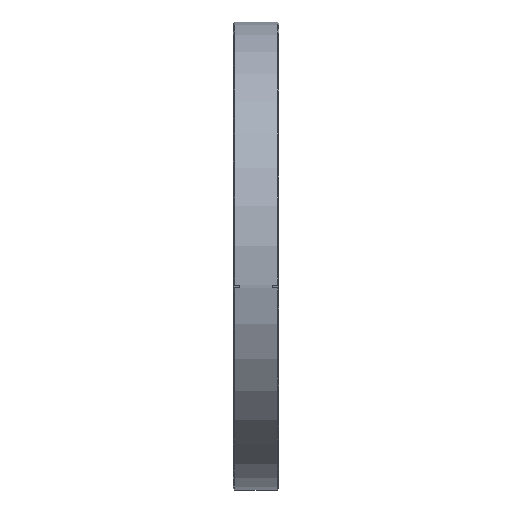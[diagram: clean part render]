
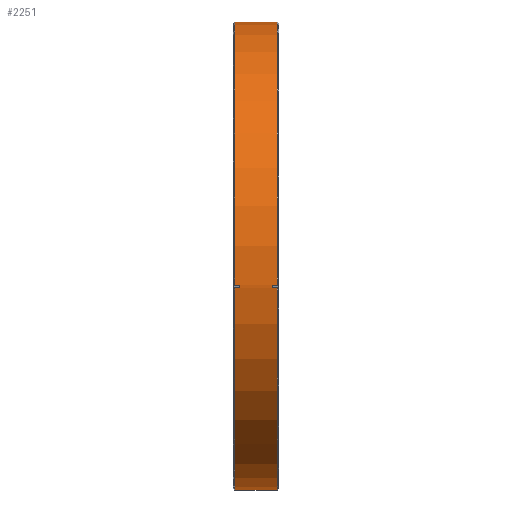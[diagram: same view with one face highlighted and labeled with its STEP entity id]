
A CAD part, front view. The second image highlights one B-rep face of the part: STEP entity #2251.
In plain terms, the highlighted cylindrical face has radius 126.619 mm (diameter 253.238 mm), a partial arc.
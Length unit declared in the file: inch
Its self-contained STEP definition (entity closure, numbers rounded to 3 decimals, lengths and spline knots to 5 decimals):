
#12 = DIRECTION ( 'NONE',  ( -1., 0., 0. ) ) ;
#31 = VECTOR ( 'NONE', #4133, 39.37008 ) ;
#69 = VERTEX_POINT ( 'NONE', #3435 ) ;
#175 = DIRECTION ( 'NONE',  ( -1., 0., 0. ) ) ;
#248 = LINE ( 'NONE', #2925, #4452 ) ;
#304 = AXIS2_PLACEMENT_3D ( 'NONE', #2383, #5101, #1083 ) ;
#370 = VERTEX_POINT ( 'NONE', #4536 ) ;
#425 = VERTEX_POINT ( 'NONE', #3373 ) ;
#473 = VERTEX_POINT ( 'NONE', #4764 ) ;
#505 = VECTOR ( 'NONE', #5412, 39.37008 ) ;
#595 = ORIENTED_EDGE ( 'NONE', *, *, #1044, .F. ) ;
#621 = VERTEX_POINT ( 'NONE', #4885 ) ;
#683 = CIRCLE ( 'NONE', #4926, 4.985 ) ;
#751 = ORIENTED_EDGE ( 'NONE', *, *, #3852, .T. ) ;
#778 = VERTEX_POINT ( 'NONE', #4495 ) ;
#833 = EDGE_CURVE ( 'NONE', #1738, #473, #248, .T. ) ;
#932 = EDGE_CURVE ( 'NONE', #1738, #425, #683, .T. ) ;
#980 = EDGE_CURVE ( 'NONE', #69, #425, #2661, .T. ) ;
#981 = LINE ( 'NONE', #3689, #31 ) ;
#984 = CARTESIAN_POINT ( 'NONE',  ( 0.83, -4.94104, -0.66092 ) ) ;
#1034 = CARTESIAN_POINT ( 'NONE',  ( 0.14, -4.94104, -0.66092 ) ) ;
#1044 = EDGE_CURVE ( 'NONE', #370, #778, #5754, .T. ) ;
#1069 = CYLINDRICAL_SURFACE ( 'NONE', #2920, 4.985 ) ;
#1083 = DIRECTION ( 'NONE',  ( 0., 0., -1. ) ) ;
#1157 = LINE ( 'NONE', #5265, #5580 ) ;
#1179 = EDGE_CURVE ( 'NONE', #5799, #4811, #981, .T. ) ;
#1196 = CIRCLE ( 'NONE', #2709, 4.985 ) ;
#1282 = EDGE_CURVE ( 'NONE', #473, #5269, #1347, .T. ) ;
#1285 = EDGE_CURVE ( 'NONE', #4811, #3458, #3879, .T. ) ;
#1347 = B_SPLINE_CURVE_WITH_KNOTS ( 'NONE', 3,
 ( #5078, #1034, #5194, #5576 ),
 .UNSPECIFIED., .F., .F.,
 ( 4, 4 ),
 ( 0., 0.00157 ),
 .UNSPECIFIED. ) ;
#1470 = ORIENTED_EDGE ( 'NONE', *, *, #5354, .T. ) ;
#1527 = DIRECTION ( 'NONE',  ( 1., 0., 0. ) ) ;
#1594 = DIRECTION ( 'NONE',  ( 0., 0., -1. ) ) ;
#1622 = EDGE_CURVE ( 'NONE', #2784, #5799, #3626, .T. ) ;
#1629 = DIRECTION ( 'NONE',  ( 0., 0., 1. ) ) ;
#1738 = VERTEX_POINT ( 'NONE', #4679 ) ;
#1782 = ORIENTED_EDGE ( 'NONE', *, *, #4731, .T. ) ;
#1820 = ORIENTED_EDGE ( 'NONE', *, *, #1285, .T. ) ;
#1944 = ORIENTED_EDGE ( 'NONE', *, *, #1622, .T. ) ;
#2099 = ORIENTED_EDGE ( 'NONE', *, *, #2737, .T. ) ;
#2174 = DIRECTION ( 'NONE',  ( 0., 0., 1. ) ) ;
#2212 = DIRECTION ( 'NONE',  ( -1., 0., 0. ) ) ;
#2251 = ADVANCED_FACE ( 'NONE', ( #2516 ), #1069, .T. ) ;
#2262 = CARTESIAN_POINT ( 'NONE',  ( 0.03, -4.9463, -0.61993 ) ) ;
#2383 = CARTESIAN_POINT ( 'NONE',  ( 0.03, 0., 0. ) ) ;
#2388 = CARTESIAN_POINT ( 'NONE',  ( 0.03, 0., 0. ) ) ;
#2419 = DIRECTION ( 'NONE',  ( 1., 0., 0. ) ) ;
#2505 = CARTESIAN_POINT ( 'NONE',  ( 0., -4.9463, -0.61993 ) ) ;
#2516 = FACE_OUTER_BOUND ( 'NONE', #4239, .T. ) ;
#2564 = ORIENTED_EDGE ( 'NONE', *, *, #1179, .T. ) ;
#2661 = LINE ( 'NONE', #4464, #3695 ) ;
#2709 = AXIS2_PLACEMENT_3D ( 'NONE', #4044, #12, #2174 ) ;
#2737 = EDGE_CURVE ( 'NONE', #621, #2784, #3422, .T. ) ;
#2784 = VERTEX_POINT ( 'NONE', #5670 ) ;
#2920 = AXIS2_PLACEMENT_3D ( 'NONE', #5676, #4697, #1629 ) ;
#2925 = CARTESIAN_POINT ( 'NONE',  ( 0., -4.93821, -0.6814 ) ) ;
#3132 = ORIENTED_EDGE ( 'NONE', *, *, #932, .T. ) ;
#3350 = CARTESIAN_POINT ( 'NONE',  ( 0.94, 0., 0. ) ) ;
#3373 = CARTESIAN_POINT ( 'NONE',  ( 0.03, 0., -4.985 ) ) ;
#3422 = LINE ( 'NONE', #2505, #5096 ) ;
#3435 = CARTESIAN_POINT ( 'NONE',  ( 0.94, 0., -4.985 ) ) ;
#3458 = VERTEX_POINT ( 'NONE', #2262 ) ;
#3626 = CIRCLE ( 'NONE', #5126, 4.985 ) ;
#3689 = CARTESIAN_POINT ( 'NONE',  ( 0., 0., 4.985 ) ) ;
#3695 = VECTOR ( 'NONE', #2212, 39.37008 ) ;
#3852 = EDGE_CURVE ( 'NONE', #370, #621, #3894, .T. ) ;
#3879 = CIRCLE ( 'NONE', #304, 4.985 ) ;
#3894 = B_SPLINE_CURVE_WITH_KNOTS ( 'NONE', 3,
 ( #4941, #984, #4191, #5105 ),
 .UNSPECIFIED., .F., .F.,
 ( 4, 4 ),
 ( 0., 0.00157 ),
 .UNSPECIFIED. ) ;
#3929 = CARTESIAN_POINT ( 'NONE',  ( 0.14001, -4.9463, -0.61993 ) ) ;
#4044 = CARTESIAN_POINT ( 'NONE',  ( 0.94, 0., 0. ) ) ;
#4133 = DIRECTION ( 'NONE',  ( -1., 0., 0. ) ) ;
#4191 = CARTESIAN_POINT ( 'NONE',  ( 0.83, -4.94373, -0.64043 ) ) ;
#4205 = ORIENTED_EDGE ( 'NONE', *, *, #980, .F. ) ;
#4228 = ORIENTED_EDGE ( 'NONE', *, *, #833, .F. ) ;
#4230 = DIRECTION ( 'NONE',  ( 0., 0., 1. ) ) ;
#4239 = EDGE_LOOP ( 'NONE', ( #4205, #1470, #595, #751, #2099, #1944, #2564, #1820, #1782, #5238, #4228, #3132 ) ) ;
#4452 = VECTOR ( 'NONE', #2419, 39.37008 ) ;
#4464 = CARTESIAN_POINT ( 'NONE',  ( 0., 0., -4.985 ) ) ;
#4495 = CARTESIAN_POINT ( 'NONE',  ( 0.94, -4.93821, -0.6814 ) ) ;
#4536 = CARTESIAN_POINT ( 'NONE',  ( 0.82999, -4.93821, -0.6814 ) ) ;
#4679 = CARTESIAN_POINT ( 'NONE',  ( 0.03, -4.93821, -0.6814 ) ) ;
#4697 = DIRECTION ( 'NONE',  ( -1., 0., 0. ) ) ;
#4726 = DIRECTION ( 'NONE',  ( 1., 0., 0. ) ) ;
#4731 = EDGE_CURVE ( 'NONE', #3458, #5269, #1157, .T. ) ;
#4764 = CARTESIAN_POINT ( 'NONE',  ( 0.14001, -4.93821, -0.6814 ) ) ;
#4811 = VERTEX_POINT ( 'NONE', #5700 ) ;
#4885 = CARTESIAN_POINT ( 'NONE',  ( 0.82999, -4.9463, -0.61993 ) ) ;
#4926 = AXIS2_PLACEMENT_3D ( 'NONE', #2388, #4726, #1594 ) ;
#4941 = CARTESIAN_POINT ( 'NONE',  ( 0.82999, -4.93821, -0.6814 ) ) ;
#5053 = CARTESIAN_POINT ( 'NONE',  ( 0., -4.93821, -0.6814 ) ) ;
#5078 = CARTESIAN_POINT ( 'NONE',  ( 0.14001, -4.93821, -0.6814 ) ) ;
#5096 = VECTOR ( 'NONE', #1527, 39.37008 ) ;
#5101 = DIRECTION ( 'NONE',  ( 1., 0., 0. ) ) ;
#5105 = CARTESIAN_POINT ( 'NONE',  ( 0.82999, -4.9463, -0.61993 ) ) ;
#5126 = AXIS2_PLACEMENT_3D ( 'NONE', #3350, #175, #4230 ) ;
#5171 = DIRECTION ( 'NONE',  ( 1., 0., 0. ) ) ;
#5194 = CARTESIAN_POINT ( 'NONE',  ( 0.14, -4.94373, -0.64043 ) ) ;
#5238 = ORIENTED_EDGE ( 'NONE', *, *, #1282, .F. ) ;
#5265 = CARTESIAN_POINT ( 'NONE',  ( 0., -4.9463, -0.61993 ) ) ;
#5269 = VERTEX_POINT ( 'NONE', #3929 ) ;
#5308 = CARTESIAN_POINT ( 'NONE',  ( 0.94, 0., 4.985 ) ) ;
#5354 = EDGE_CURVE ( 'NONE', #69, #778, #1196, .T. ) ;
#5412 = DIRECTION ( 'NONE',  ( 1., 0., 0. ) ) ;
#5576 = CARTESIAN_POINT ( 'NONE',  ( 0.14001, -4.9463, -0.61993 ) ) ;
#5580 = VECTOR ( 'NONE', #5171, 39.37008 ) ;
#5670 = CARTESIAN_POINT ( 'NONE',  ( 0.94, -4.9463, -0.61993 ) ) ;
#5676 = CARTESIAN_POINT ( 'NONE',  ( 0., 0., 0. ) ) ;
#5700 = CARTESIAN_POINT ( 'NONE',  ( 0.03, 0., 4.985 ) ) ;
#5754 = LINE ( 'NONE', #5053, #505 ) ;
#5799 = VERTEX_POINT ( 'NONE', #5308 ) ;
